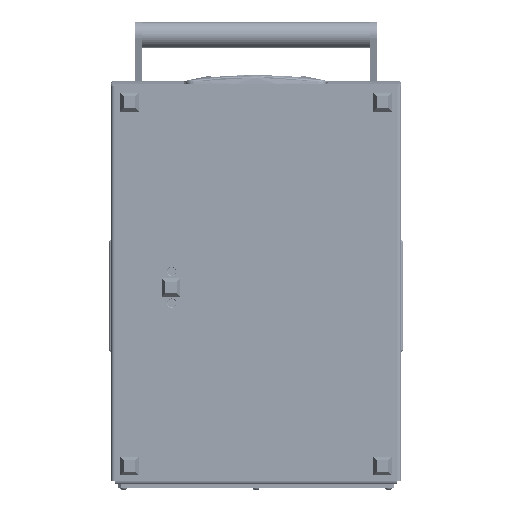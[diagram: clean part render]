
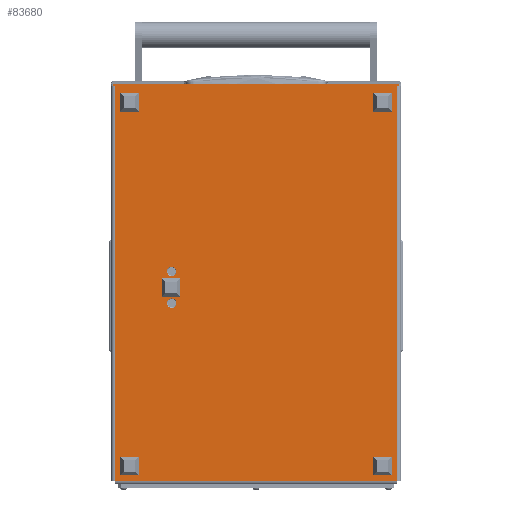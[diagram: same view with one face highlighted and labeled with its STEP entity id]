
A CAD part, front view. The second image highlights one B-rep face of the part: STEP entity #83680.
In plain terms, the highlighted face is planar.
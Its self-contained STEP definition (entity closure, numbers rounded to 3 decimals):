
#607 = DIRECTION ( 'NONE',  ( 1., 0., 0. ) ) ;
#1143 = DIRECTION ( 'NONE',  ( 0., 0., -1. ) ) ;
#1854 = CARTESIAN_POINT ( 'NONE',  ( 436., 0., 0. ) ) ;
#4345 = EDGE_CURVE ( 'NONE', #99445, #25101, #57994, .T. ) ;
#7732 = DIRECTION ( 'NONE',  ( -1., 0., 0. ) ) ;
#8234 = CARTESIAN_POINT ( 'NONE',  ( 234.8, 249., 0. ) ) ;
#8446 = VERTEX_POINT ( 'NONE', #110550 ) ;
#11088 = ORIENTED_EDGE ( 'NONE', *, *, #31660, .T. ) ;
#11350 = DIRECTION ( 'NONE',  ( -1., 0., 0. ) ) ;
#13485 = DIRECTION ( 'NONE',  ( -1., 0., 0. ) ) ;
#14832 = FACE_OUTER_BOUND ( 'NONE', #66553, .T. ) ;
#14859 = CARTESIAN_POINT ( 'NONE',  ( 0., -2., 0. ) ) ;
#15303 = CARTESIAN_POINT ( 'NONE',  ( 0., 0., 0. ) ) ;
#19055 = ORIENTED_EDGE ( 'NONE', *, *, #59657, .F. ) ;
#19755 = VERTEX_POINT ( 'NONE', #109606 ) ;
#20564 = VECTOR ( 'NONE', #62958, 1000. ) ;
#20897 = CIRCLE ( 'NONE', #87838, 5.2 ) ;
#22539 = AXIS2_PLACEMENT_3D ( 'NONE', #82207, #28677, #11350 ) ;
#22958 = ORIENTED_EDGE ( 'NONE', *, *, #89786, .F. ) ;
#23894 = CARTESIAN_POINT ( 'NONE',  ( 0., -4., 0. ) ) ;
#25101 = VERTEX_POINT ( 'NONE', #98600 ) ;
#25258 = LINE ( 'NONE', #23894, #75929 ) ;
#25562 = DIRECTION ( 'NONE',  ( -1., 0., 0. ) ) ;
#26270 = EDGE_CURVE ( 'NONE', #77306, #33129, #109040, .T. ) ;
#26804 = CARTESIAN_POINT ( 'NONE',  ( 0., 314., 0. ) ) ;
#26918 = VECTOR ( 'NONE', #63844, 1000. ) ;
#26985 = CARTESIAN_POINT ( 'NONE',  ( 0., 312., 0. ) ) ;
#27688 = CARTESIAN_POINT ( 'NONE',  ( 205., 249., 0. ) ) ;
#28677 = DIRECTION ( 'NONE',  ( 0., 0., -1. ) ) ;
#29439 = CARTESIAN_POINT ( 'NONE',  ( 240., 249., 0. ) ) ;
#31580 = PLANE ( 'NONE',  #78441 ) ;
#31660 = EDGE_CURVE ( 'NONE', #25101, #50352, #107819, .T. ) ;
#33129 = VERTEX_POINT ( 'NONE', #15303 ) ;
#33516 = CARTESIAN_POINT ( 'NONE',  ( -2., -2., 0. ) ) ;
#39680 = CARTESIAN_POINT ( 'NONE',  ( 0., 312., 0. ) ) ;
#41059 = DIRECTION ( 'NONE',  ( -1., 0., 0. ) ) ;
#42867 = ORIENTED_EDGE ( 'NONE', *, *, #102381, .F. ) ;
#43074 = LINE ( 'NONE', #26985, #58106 ) ;
#43931 = LINE ( 'NONE', #81632, #20564 ) ;
#45196 = DIRECTION ( 'NONE',  ( 0., 1., 0. ) ) ;
#45645 = CARTESIAN_POINT ( 'NONE',  ( 0., 314., 0. ) ) ;
#46135 = VERTEX_POINT ( 'NONE', #100331 ) ;
#47604 = EDGE_CURVE ( 'NONE', #8446, #88218, #20897, .T. ) ;
#50352 = VERTEX_POINT ( 'NONE', #45645 ) ;
#55382 = EDGE_CURVE ( 'NONE', #75471, #56672, #43931, .T. ) ;
#56672 = VERTEX_POINT ( 'NONE', #1854 ) ;
#57994 = LINE ( 'NONE', #71164, #66228 ) ;
#58106 = VECTOR ( 'NONE', #7732, 1000. ) ;
#58384 = ORIENTED_EDGE ( 'NONE', *, *, #71647, .T. ) ;
#59118 = AXIS2_PLACEMENT_3D ( 'NONE', #27688, #1143, #106464 ) ;
#59657 = EDGE_CURVE ( 'NONE', #88218, #8446, #91908, .T. ) ;
#59995 = ORIENTED_EDGE ( 'NONE', *, *, #93294, .F. ) ;
#60333 = EDGE_CURVE ( 'NONE', #19755, #113283, #80133, .T. ) ;
#61359 = EDGE_LOOP ( 'NONE', ( #42867, #97628 ) ) ;
#61371 = VECTOR ( 'NONE', #607, 1000. ) ;
#62958 = DIRECTION ( 'NONE',  ( 0., -1., 0. ) ) ;
#63844 = DIRECTION ( 'NONE',  ( 1., 0., 0. ) ) ;
#64283 = FACE_BOUND ( 'NONE', #61359, .T. ) ;
#64352 = DIRECTION ( 'NONE',  ( 0., 0., -1. ) ) ;
#66228 = VECTOR ( 'NONE', #45196, 1000. ) ;
#66553 = EDGE_LOOP ( 'NONE', ( #96606, #58384, #101306, #11088, #110406, #22958, #97007, #59995 ) ) ;
#71164 = CARTESIAN_POINT ( 'NONE',  ( -2., -4., 0. ) ) ;
#71647 = EDGE_CURVE ( 'NONE', #77306, #99445, #84714, .T. ) ;
#73078 = DIRECTION ( 'NONE',  ( -1., 0., 0. ) ) ;
#75471 = VERTEX_POINT ( 'NONE', #103909 ) ;
#75929 = VECTOR ( 'NONE', #102610, 1000. ) ;
#76161 = LINE ( 'NONE', #107355, #26918 ) ;
#77306 = VERTEX_POINT ( 'NONE', #113364 ) ;
#78310 = DIRECTION ( 'NONE',  ( 0., 0., -1. ) ) ;
#78441 = AXIS2_PLACEMENT_3D ( 'NONE', #39680, #93018, #13485 ) ;
#79006 = CIRCLE ( 'NONE', #80469, 5.2 ) ;
#79586 = EDGE_LOOP ( 'NONE', ( #112932, #19055 ) ) ;
#80133 = CIRCLE ( 'NONE', #22539, 5.2 ) ;
#80469 = AXIS2_PLACEMENT_3D ( 'NONE', #29439, #64352, #73078 ) ;
#81632 = CARTESIAN_POINT ( 'NONE',  ( 436., 312., 0. ) ) ;
#82207 = CARTESIAN_POINT ( 'NONE',  ( 240., 249., 0. ) ) ;
#83320 = VECTOR ( 'NONE', #41059, 1000. ) ;
#83680 = ADVANCED_FACE ( 'NONE', ( #87410, #64283, #14832 ), #31580, .T. ) ;
#84714 = LINE ( 'NONE', #14859, #83320 ) ;
#85866 = EDGE_CURVE ( 'NONE', #46135, #50352, #25258, .T. ) ;
#85953 = CARTESIAN_POINT ( 'NONE',  ( 205., 249., 0. ) ) ;
#87410 = FACE_BOUND ( 'NONE', #79586, .T. ) ;
#87838 = AXIS2_PLACEMENT_3D ( 'NONE', #85953, #78310, #25562 ) ;
#88218 = VERTEX_POINT ( 'NONE', #95561 ) ;
#89786 = EDGE_CURVE ( 'NONE', #75471, #46135, #43074, .T. ) ;
#91908 = CIRCLE ( 'NONE', #59118, 5.2 ) ;
#93018 = DIRECTION ( 'NONE',  ( 0., 0., -1. ) ) ;
#93294 = EDGE_CURVE ( 'NONE', #33129, #56672, #76161, .T. ) ;
#95561 = CARTESIAN_POINT ( 'NONE',  ( 210.2, 249., 0. ) ) ;
#96606 = ORIENTED_EDGE ( 'NONE', *, *, #26270, .F. ) ;
#97007 = ORIENTED_EDGE ( 'NONE', *, *, #55382, .T. ) ;
#97628 = ORIENTED_EDGE ( 'NONE', *, *, #60333, .F. ) ;
#98096 = VECTOR ( 'NONE', #101029, 1000. ) ;
#98600 = CARTESIAN_POINT ( 'NONE',  ( -2., 314., 0. ) ) ;
#99445 = VERTEX_POINT ( 'NONE', #33516 ) ;
#100331 = CARTESIAN_POINT ( 'NONE',  ( 0., 312., 0. ) ) ;
#101029 = DIRECTION ( 'NONE',  ( 0., 1., 0. ) ) ;
#101306 = ORIENTED_EDGE ( 'NONE', *, *, #4345, .T. ) ;
#102381 = EDGE_CURVE ( 'NONE', #113283, #19755, #79006, .T. ) ;
#102610 = DIRECTION ( 'NONE',  ( 0., 1., 0. ) ) ;
#103909 = CARTESIAN_POINT ( 'NONE',  ( 436., 312., 0. ) ) ;
#106464 = DIRECTION ( 'NONE',  ( -1., 0., 0. ) ) ;
#107355 = CARTESIAN_POINT ( 'NONE',  ( 0., 0., 0. ) ) ;
#107819 = LINE ( 'NONE', #26804, #61371 ) ;
#109040 = LINE ( 'NONE', #109909, #98096 ) ;
#109606 = CARTESIAN_POINT ( 'NONE',  ( 245.2, 249., 0. ) ) ;
#109909 = CARTESIAN_POINT ( 'NONE',  ( 0., -4., 0. ) ) ;
#110406 = ORIENTED_EDGE ( 'NONE', *, *, #85866, .F. ) ;
#110550 = CARTESIAN_POINT ( 'NONE',  ( 199.8, 249., 0. ) ) ;
#112932 = ORIENTED_EDGE ( 'NONE', *, *, #47604, .F. ) ;
#113283 = VERTEX_POINT ( 'NONE', #8234 ) ;
#113364 = CARTESIAN_POINT ( 'NONE',  ( 0., -2., 0. ) ) ;
